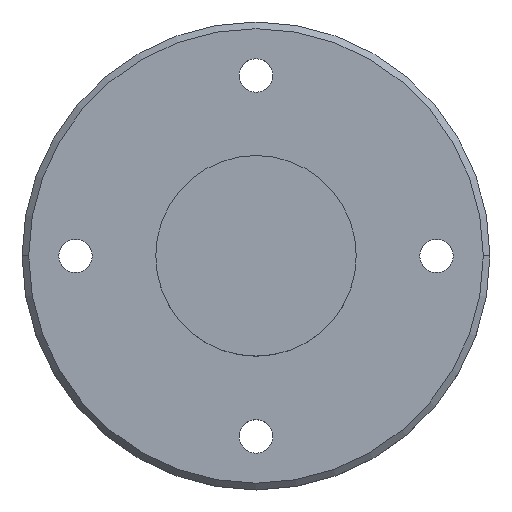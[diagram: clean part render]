
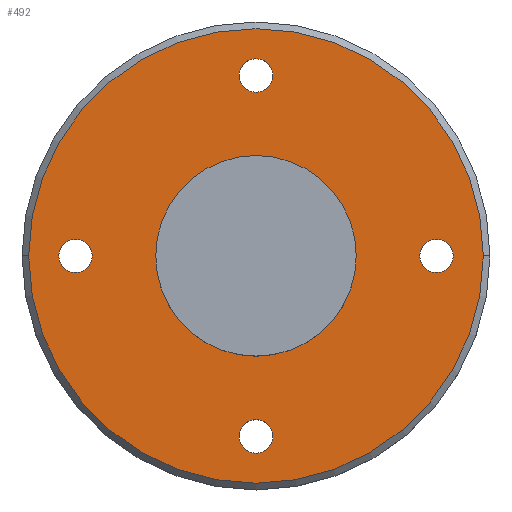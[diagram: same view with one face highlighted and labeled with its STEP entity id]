
A CAD part, top view. The second image highlights one B-rep face of the part: STEP entity #492.
In plain terms, the highlighted planar face has unit normal (0, 0, 1).
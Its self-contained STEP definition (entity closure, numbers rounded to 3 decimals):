
#132=CARTESIAN_POINT('',(15.0,0.0,9.0));
#133=VERTEX_POINT('',#132);
#149=CARTESIAN_POINT('',(-15.0,0.,9.0));
#150=VERTEX_POINT('',#149);
#157=CARTESIAN_POINT('',(0.0,0.0,9.0));
#158=DIRECTION('',(0.0,0.0,-1.0));
#159=DIRECTION('',(1.0,0.0,0.0));
#160=AXIS2_PLACEMENT_3D('',#157,#158,#159);
#161=CIRCLE('',#160,15.0);
#162=EDGE_CURVE('',#133,#150,#161,.T.);
#174=CARTESIAN_POINT('',(2.5,27.,9.0));
#175=VERTEX_POINT('',#174);
#191=CARTESIAN_POINT('',(-2.5,27.,9.0));
#192=VERTEX_POINT('',#191);
#199=CARTESIAN_POINT('',(0.,27.,9.0));
#200=DIRECTION('',(0.0,0.0,-1.0));
#201=DIRECTION('',(1.0,0.0,0.0));
#202=AXIS2_PLACEMENT_3D('',#199,#200,#201);
#203=CIRCLE('',#202,2.5);
#204=EDGE_CURVE('',#175,#192,#203,.T.);
#216=CARTESIAN_POINT('',(-27.,2.5,9.0));
#217=VERTEX_POINT('',#216);
#233=CARTESIAN_POINT('',(-27.,-2.5,9.0));
#234=VERTEX_POINT('',#233);
#241=CARTESIAN_POINT('',(-27.,0.0,9.0));
#242=DIRECTION('',(0.0,0.0,-1.0));
#243=DIRECTION('',(0.0,1.0,0.0));
#244=AXIS2_PLACEMENT_3D('',#241,#242,#243);
#245=CIRCLE('',#244,2.5);
#246=EDGE_CURVE('',#217,#234,#245,.T.);
#258=CARTESIAN_POINT('',(-2.5,-27.0,9.0));
#259=VERTEX_POINT('',#258);
#275=CARTESIAN_POINT('',(2.5,-27.0,9.0));
#276=VERTEX_POINT('',#275);
#283=CARTESIAN_POINT('',(0.,-27.0,9.0));
#284=DIRECTION('',(0.0,0.0,-1.0));
#285=DIRECTION('',(-1.0,0.0,0.0));
#286=AXIS2_PLACEMENT_3D('',#283,#284,#285);
#287=CIRCLE('',#286,2.5);
#288=EDGE_CURVE('',#259,#276,#287,.T.);
#300=CARTESIAN_POINT('',(27.,-2.5,9.0));
#301=VERTEX_POINT('',#300);
#317=CARTESIAN_POINT('',(27.,2.5,9.0));
#318=VERTEX_POINT('',#317);
#325=CARTESIAN_POINT('',(27.,0.0,9.0));
#326=DIRECTION('',(0.0,0.0,-1.0));
#327=DIRECTION('',(0.0,-1.0,0.0));
#328=AXIS2_PLACEMENT_3D('',#325,#326,#327);
#329=CIRCLE('',#328,2.5);
#330=EDGE_CURVE('',#301,#318,#329,.T.);
#382=CARTESIAN_POINT('',(-34.0,0.0,9.0));
#383=VERTEX_POINT('',#382);
#390=CARTESIAN_POINT('',(34.0,0.0,9.0));
#391=VERTEX_POINT('',#390);
#392=CARTESIAN_POINT('',(0.0,0.0,9.0));
#393=DIRECTION('',(0.0,0.0,-1.0));
#394=DIRECTION('',(-1.0,0.0,0.0));
#395=AXIS2_PLACEMENT_3D('',#392,#393,#394);
#396=CIRCLE('',#395,34.0);
#397=EDGE_CURVE('',#383,#391,#396,.T.);
#423=CARTESIAN_POINT('',(0.0,0.0,9.0));
#424=DIRECTION('',(0.0,0.0,-1.0));
#425=DIRECTION('',(-1.0,0.0,0.0));
#426=AXIS2_PLACEMENT_3D('',#423,#424,#425);
#427=CIRCLE('',#426,34.0);
#428=EDGE_CURVE('',#391,#383,#427,.T.);
#433=CARTESIAN_POINT('',(0.0,0.0,9.0));
#434=DIRECTION('',(0.0,0.0,1.0));
#435=DIRECTION('',(1.0,0.0,0.0));
#436=AXIS2_PLACEMENT_3D('',#433,#434,#435);
#437=PLANE('',#436);
#438=ORIENTED_EDGE('',*,*,#428,.F.);
#439=ORIENTED_EDGE('',*,*,#397,.F.);
#440=EDGE_LOOP('',(#438,#439));
#441=FACE_OUTER_BOUND('',#440,.T.);
#442=ORIENTED_EDGE('',*,*,#162,.T.);
#443=CARTESIAN_POINT('',(0.0,0.0,9.0));
#444=DIRECTION('',(0.0,0.0,-1.0));
#445=DIRECTION('',(1.0,0.0,0.0));
#446=AXIS2_PLACEMENT_3D('',#443,#444,#445);
#447=CIRCLE('',#446,15.0);
#448=EDGE_CURVE('',#150,#133,#447,.T.);
#449=ORIENTED_EDGE('',*,*,#448,.T.);
#450=EDGE_LOOP('',(#442,#449));
#451=FACE_BOUND('',#450,.T.);
#452=ORIENTED_EDGE('',*,*,#330,.T.);
#453=CARTESIAN_POINT('',(27.,0.0,9.0));
#454=DIRECTION('',(0.0,0.0,-1.0));
#455=DIRECTION('',(0.0,-1.0,0.0));
#456=AXIS2_PLACEMENT_3D('',#453,#454,#455);
#457=CIRCLE('',#456,2.5);
#458=EDGE_CURVE('',#318,#301,#457,.T.);
#459=ORIENTED_EDGE('',*,*,#458,.T.);
#460=EDGE_LOOP('',(#452,#459));
#461=FACE_BOUND('',#460,.T.);
#462=ORIENTED_EDGE('',*,*,#288,.T.);
#463=CARTESIAN_POINT('',(0.,-27.0,9.0));
#464=DIRECTION('',(0.0,0.0,-1.0));
#465=DIRECTION('',(-1.0,0.0,0.0));
#466=AXIS2_PLACEMENT_3D('',#463,#464,#465);
#467=CIRCLE('',#466,2.5);
#468=EDGE_CURVE('',#276,#259,#467,.T.);
#469=ORIENTED_EDGE('',*,*,#468,.T.);
#470=EDGE_LOOP('',(#462,#469));
#471=FACE_BOUND('',#470,.T.);
#472=ORIENTED_EDGE('',*,*,#246,.T.);
#473=CARTESIAN_POINT('',(-27.,0.0,9.0));
#474=DIRECTION('',(0.0,0.0,-1.0));
#475=DIRECTION('',(0.0,1.0,0.0));
#476=AXIS2_PLACEMENT_3D('',#473,#474,#475);
#477=CIRCLE('',#476,2.5);
#478=EDGE_CURVE('',#234,#217,#477,.T.);
#479=ORIENTED_EDGE('',*,*,#478,.T.);
#480=EDGE_LOOP('',(#472,#479));
#481=FACE_BOUND('',#480,.T.);
#482=ORIENTED_EDGE('',*,*,#204,.T.);
#483=CARTESIAN_POINT('',(0.,27.,9.0));
#484=DIRECTION('',(0.0,0.0,-1.0));
#485=DIRECTION('',(1.0,0.0,0.0));
#486=AXIS2_PLACEMENT_3D('',#483,#484,#485);
#487=CIRCLE('',#486,2.5);
#488=EDGE_CURVE('',#192,#175,#487,.T.);
#489=ORIENTED_EDGE('',*,*,#488,.T.);
#490=EDGE_LOOP('',(#482,#489));
#491=FACE_BOUND('',#490,.T.);
#492=ADVANCED_FACE('',(#441,#451,#461,#471,#481,#491),#437,.T.);
